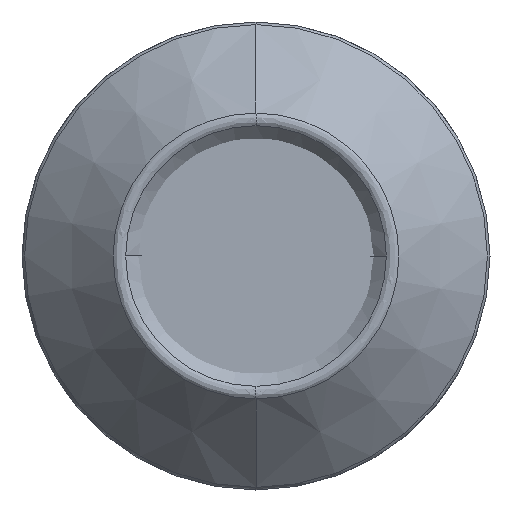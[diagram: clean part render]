
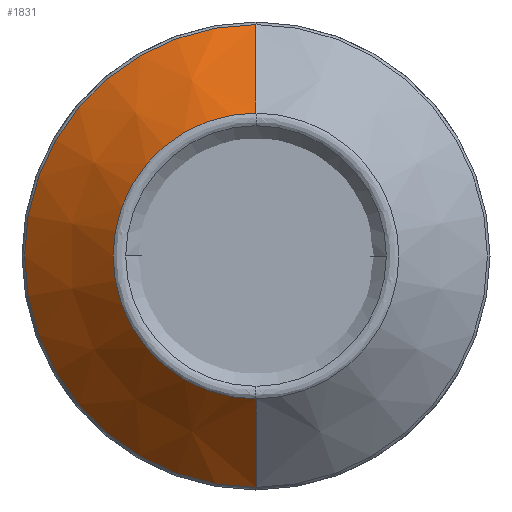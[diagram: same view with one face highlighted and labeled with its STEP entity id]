
A CAD part, left-side view. The second image highlights one B-rep face of the part: STEP entity #1831.
In plain terms, the highlighted conical face has half-angle 45 degrees and reference radius 20.557 mm.
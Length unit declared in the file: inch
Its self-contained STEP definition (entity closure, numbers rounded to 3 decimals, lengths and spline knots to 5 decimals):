
#122 = CARTESIAN_POINT ( 'NONE',  ( 0.30935, 0., 0.80935 ) ) ;
#148 = EDGE_LOOP ( 'NONE', ( #1133, #1607, #1045, #1667 ) ) ;
#168 = CARTESIAN_POINT ( 'NONE',  ( 0., 0., -0.5 ) ) ;
#228 = CARTESIAN_POINT ( 'NONE',  ( 0., 0., 0. ) ) ;
#229 = CIRCLE ( 'NONE', #757, 0.80935 ) ;
#427 = LINE ( 'NONE', #1095, #870 ) ;
#500 = EDGE_CURVE ( 'NONE', #1719, #1490, #427, .T. ) ;
#589 = CARTESIAN_POINT ( 'NONE',  ( 0.30935, 0., -0.80935 ) ) ;
#647 = CONICAL_SURFACE ( 'NONE', #1234, 0.80935, 0.785 ) ;
#717 = DIRECTION ( 'NONE',  ( 0., 0., -1. ) ) ;
#744 = EDGE_CURVE ( 'NONE', #1262, #1719, #1345, .T. ) ;
#757 = AXIS2_PLACEMENT_3D ( 'NONE', #1295, #925, #1578 ) ;
#870 = VECTOR ( 'NONE', #1786, 39.37008 ) ;
#912 = LINE ( 'NONE', #589, #1280 ) ;
#925 = DIRECTION ( 'NONE',  ( 1., 0., 0. ) ) ;
#999 = CARTESIAN_POINT ( 'NONE',  ( 0.30935, 0., -0.80935 ) ) ;
#1045 = ORIENTED_EDGE ( 'NONE', *, *, #1195, .F. ) ;
#1046 = DIRECTION ( 'NONE',  ( 0., 0., -1. ) ) ;
#1056 = DIRECTION ( 'NONE',  ( 1., 0., 0. ) ) ;
#1095 = CARTESIAN_POINT ( 'NONE',  ( 0.30935, 0., 0.80935 ) ) ;
#1133 = ORIENTED_EDGE ( 'NONE', *, *, #744, .T. ) ;
#1195 = EDGE_CURVE ( 'NONE', #1708, #1490, #229, .T. ) ;
#1208 = CARTESIAN_POINT ( 'NONE',  ( 0.30935, 0., 0. ) ) ;
#1216 = AXIS2_PLACEMENT_3D ( 'NONE', #228, #1379, #717 ) ;
#1234 = AXIS2_PLACEMENT_3D ( 'NONE', #1208, #1056, #1046 ) ;
#1248 = DIRECTION ( 'NONE',  ( 0.707, 0., -0.707 ) ) ;
#1262 = VERTEX_POINT ( 'NONE', #168 ) ;
#1280 = VECTOR ( 'NONE', #1248, 39.37008 ) ;
#1295 = CARTESIAN_POINT ( 'NONE',  ( 0.30935, 0., 0. ) ) ;
#1345 = CIRCLE ( 'NONE', #1216, 0.5 ) ;
#1379 = DIRECTION ( 'NONE',  ( 1., 0., 0. ) ) ;
#1445 = EDGE_CURVE ( 'NONE', #1262, #1708, #912, .T. ) ;
#1490 = VERTEX_POINT ( 'NONE', #122 ) ;
#1544 = FACE_OUTER_BOUND ( 'NONE', #148, .T. ) ;
#1578 = DIRECTION ( 'NONE',  ( 0., 0., 1. ) ) ;
#1607 = ORIENTED_EDGE ( 'NONE', *, *, #500, .T. ) ;
#1667 = ORIENTED_EDGE ( 'NONE', *, *, #1445, .F. ) ;
#1685 = CARTESIAN_POINT ( 'NONE',  ( 0., 0., 0.5 ) ) ;
#1708 = VERTEX_POINT ( 'NONE', #999 ) ;
#1719 = VERTEX_POINT ( 'NONE', #1685 ) ;
#1786 = DIRECTION ( 'NONE',  ( 0.707, 0., 0.707 ) ) ;
#1831 = ADVANCED_FACE ( 'NONE', ( #1544 ), #647, .T. ) ;
